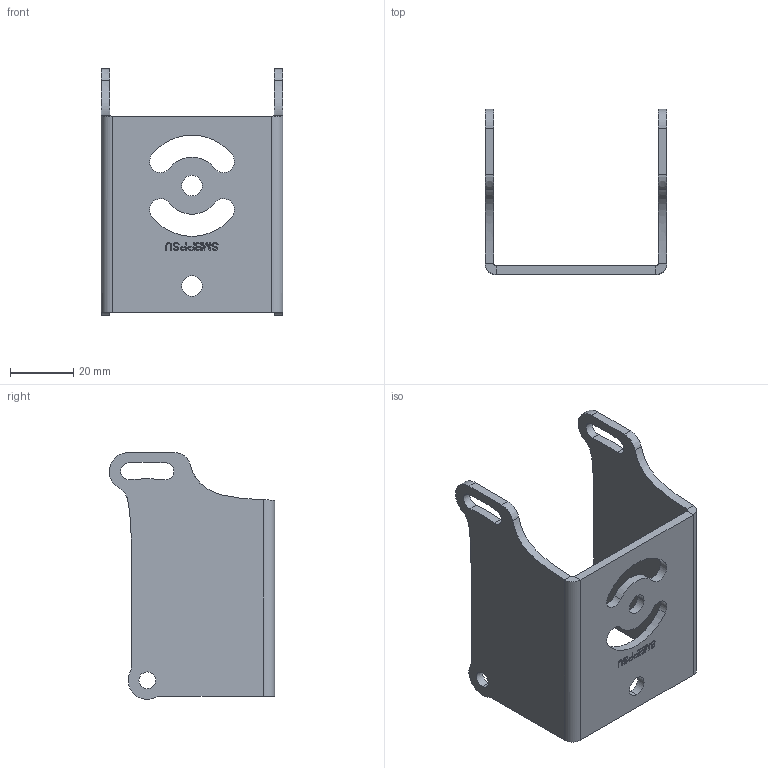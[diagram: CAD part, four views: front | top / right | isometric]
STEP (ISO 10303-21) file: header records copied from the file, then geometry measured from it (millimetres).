
FILE_DESCRIPTION((''),'2;1');
FILE_NAME('146777_SW','2009-11-09T',('banengservice'),('BANNER ENGINEERING'),'PRO/ENGINEER BY PARAMETRIC TECHNOLOGY CORPORATION, 2009141','PRO/ENGINEER BY PARAMETRIC TECHNOLOGY CORPORATION, 2009141','');
FILE_SCHEMA(('CONFIG_CONTROL_DESIGN'));
Length unit declared in the file: inch
Products named in the file (1): 146777_SW
Bounding box: 57.54 x 52.26 x 78 mm (x, y, z)
Volume: 24583.8 mm3; surface area: 19857.4 mm2
Topology: 1 solids, 1 shells, 307 faces, 866 edges, 572 vertices
Faces by surface type: plane 261, cylinder 38, bspline 8
Entity records: 10170 total; most frequent: CARTESIAN_POINT 2131, ORIENTED_EDGE 1732, DIRECTION 1526, EDGE_CURVE 866, VECTOR 776, LINE 776, VERTEX_POINT 572, AXIS2_PLACEMENT_3D 375
